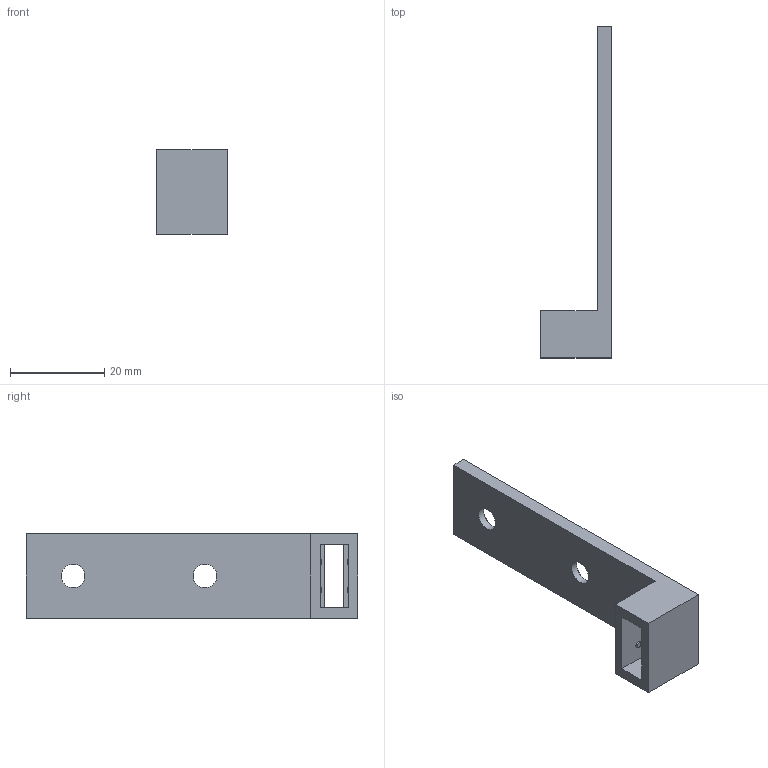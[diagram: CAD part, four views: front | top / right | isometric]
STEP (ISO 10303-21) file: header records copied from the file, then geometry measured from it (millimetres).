
FILE_DESCRIPTION(('HOOPS Exchange Step'),'2;1');
FILE_NAME('temp_export','2021-12-11T18:11:05+01:00',('ofted'),('Shapr3D Limited'),'HOOPS Exchange 2021.1','Shapr3D','Authorized');
FILE_SCHEMA( ('AP203_CONFIGURATION_CONTROLLED_3D_DESIGN_OF_MECHANICAL_PARTS_AND_ASSEMBLIES_MIM_LF') );
Length unit declared in the file: millimetre
Products named in the file (2): x-axis-limit-switch-right; 3da35a88-7f5c-4e5e-8931-fc08dc79e7fb.tmp
Assembly tree (1 placements, depth 2):
  3da35a88-7f5c-4e5e-8931-fc08dc79e7fb.tmp
    x-axis-limit-switch-right
Bounding box: 15 x 70.5 x 18 mm (x, y, z)
Volume: 4672.1 mm3; surface area: 4224 mm2
Topology: 1 solids, 1 shells, 31 faces, 81 edges, 58 vertices
Faces by surface type: plane 23, cone 4, cylinder 4
Full cylindrical faces by diameter (mm): 5 x2, 9 x2
Entity records: 1038 total; most frequent: DIRECTION 177, CARTESIAN_POINT 173, ORIENTED_EDGE 162, EDGE_CURVE 81, AXIS2_PLACEMENT_3D 62, VERTEX_POINT 58, VECTOR 53, LINE 53
